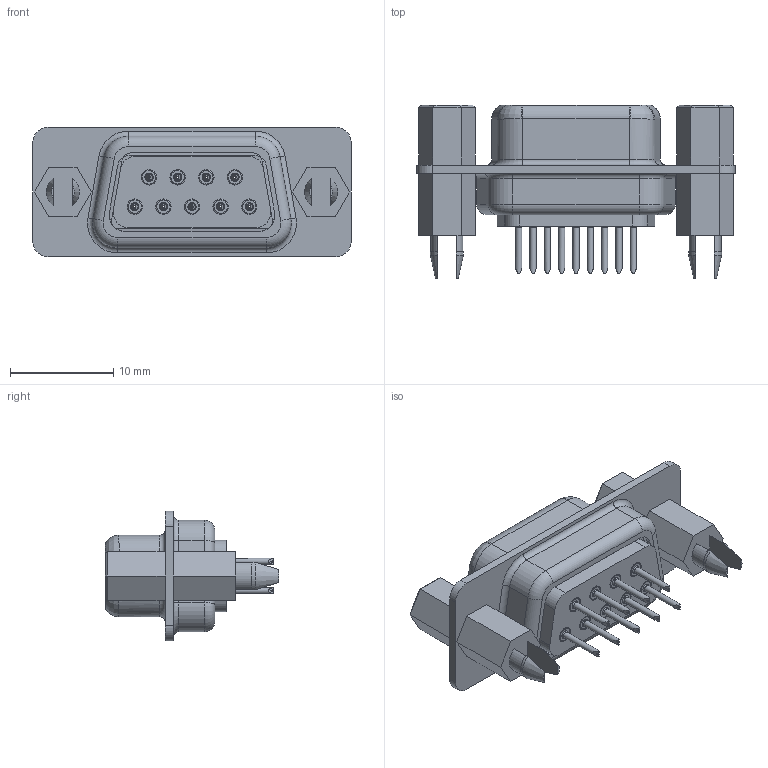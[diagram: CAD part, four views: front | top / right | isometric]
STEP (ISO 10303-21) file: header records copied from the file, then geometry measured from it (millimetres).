
FILE_DESCRIPTION((''),'2;1');
FILE_NAME('L77SDEH09SOL2RM8C309','2016-04-05T',('felix.liu'),(''),'PRO/ENGINEER BY PARAMETRIC TECHNOLOGY CORPORATION, 2011330','PRO/ENGINEER BY PARAMETRIC TECHNOLOGY CORPORATION, 2011330','');
FILE_SCHEMA(('AUTOMOTIVE_DESIGN_CC2 { 1 2 10303 214 -1 1 5 2 }'));
Products named in the file (1): L77SDEH09SOL2RM8C309
Bounding box: 30.81 x 16.8 x 12.55 mm (x, y, z)
Volume: 2000.2 mm3; surface area: 4194.4 mm2
Topology: 1 solids, 15 shells, 1113 faces, 3321 edges, 2267 vertices
Faces by surface type: cylinder 384, plane 378, cone 156, torus 87, bspline 56, extrusion 52
Entity records: 50024 total; most frequent: CARTESIAN_POINT 20723, ORIENTED_EDGE 6626, DIRECTION 5616, EDGE_CURVE 3313, VERTEX_POINT 2267, AXIS2_PLACEMENT_3D 2254, CIRCLE 1249, EDGE_LOOP 1240
